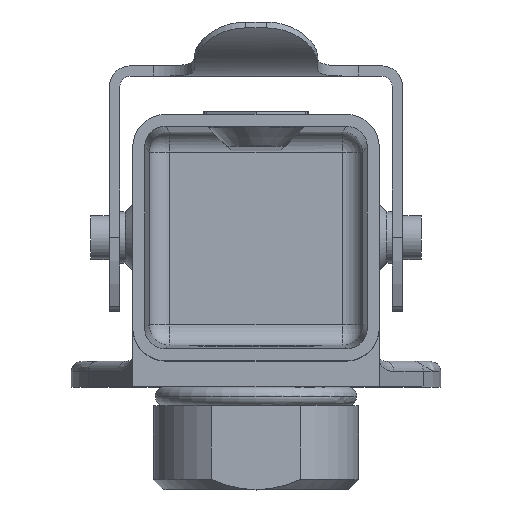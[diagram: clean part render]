
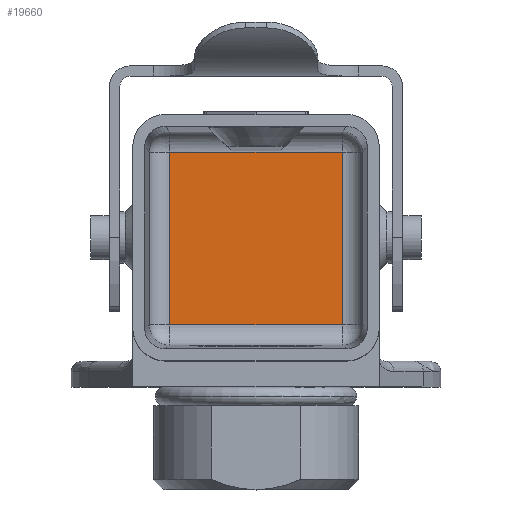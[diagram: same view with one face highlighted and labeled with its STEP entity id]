
A CAD part, top view. The second image highlights one B-rep face of the part: STEP entity #19660.
In plain terms, the highlighted planar face has unit normal (0, 0, 1).
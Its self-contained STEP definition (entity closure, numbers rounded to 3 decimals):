
#19270=CARTESIAN_POINT('',(41.896,50.483,-25.));
#19280=DIRECTION('',(0.,0.,1.));
#19290=DIRECTION('',(1.,0.,-0.));
#19300=AXIS2_PLACEMENT_3D('',#19270,#19280,#19290);
#19310=PLANE('',#19300);
#19320=CARTESIAN_POINT('',(42.316,33.248,-25.));
#19330=DIRECTION('',(0.,1.,0.));
#19340=VECTOR('',#19330,1.);
#19350=LINE('',#19320,#19340);
#19360=CARTESIAN_POINT('',(42.316,33.248,-25.));
#19370=VERTEX_POINT('',#19360);
#19380=CARTESIAN_POINT('',(42.316,50.063,-25.));
#19390=VERTEX_POINT('',#19380);
#19400=EDGE_CURVE('',#19370,#19390,#19350,.T.);
#19410=ORIENTED_EDGE('',*,*,#19400,.F.);
#19420=CARTESIAN_POINT('',(42.316,50.063,-25.));
#19430=DIRECTION('',(1.,0.,0.));
#19440=VECTOR('',#19430,1.);
#19450=LINE('',#19420,#19440);
#19460=CARTESIAN_POINT('',(59.131,50.063,-25.));
#19470=VERTEX_POINT('',#19460);
#19480=EDGE_CURVE('',#19390,#19470,#19450,.T.);
#19490=ORIENTED_EDGE('',*,*,#19480,.F.);
#19500=CARTESIAN_POINT('',(59.131,50.063,-25.));
#19510=DIRECTION('',(0.,-1.,0.));
#19520=VECTOR('',#19510,1.);
#19530=LINE('',#19500,#19520);
#19540=CARTESIAN_POINT('',(59.131,33.248,-25.));
#19550=VERTEX_POINT('',#19540);
#19560=EDGE_CURVE('',#19470,#19550,#19530,.T.);
#19570=ORIENTED_EDGE('',*,*,#19560,.F.);
#19580=CARTESIAN_POINT('',(59.131,33.248,-25.));
#19590=DIRECTION('',(-1.,0.,0.));
#19600=VECTOR('',#19590,1.);
#19610=LINE('',#19580,#19600);
#19620=EDGE_CURVE('',#19550,#19370,#19610,.T.);
#19630=ORIENTED_EDGE('',*,*,#19620,.F.);
#19640=EDGE_LOOP('',(#19630,#19570,#19490,#19410));
#19650=FACE_OUTER_BOUND('',#19640,.T.);
#19660=ADVANCED_FACE('',(#19650),#19310,.T.);
